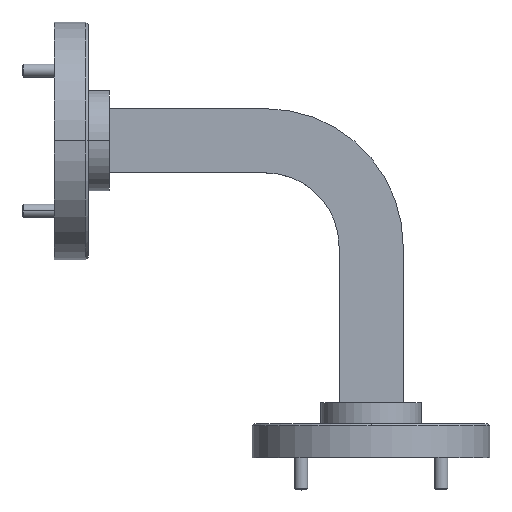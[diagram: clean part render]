
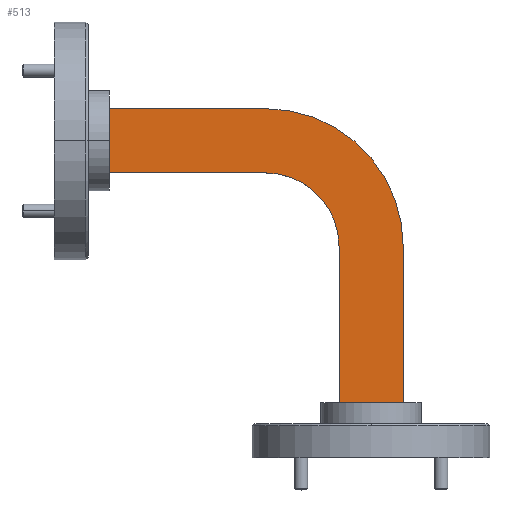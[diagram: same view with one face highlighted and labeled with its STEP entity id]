
A CAD part, top view. The second image highlights one B-rep face of the part: STEP entity #513.
In plain terms, the highlighted planar face has unit normal (0, 0, 1).
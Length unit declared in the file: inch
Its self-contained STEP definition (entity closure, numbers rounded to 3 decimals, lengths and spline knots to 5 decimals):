
#68 = CARTESIAN_POINT ( 'NONE',  ( -1.60496, 0.71627, 0.61707 ) ) ;
#82 = VERTEX_POINT ( 'NONE', #6399 ) ;
#215 = VECTOR ( 'NONE', #4088, 39.37008 ) ;
#218 = DIRECTION ( 'NONE',  ( -1., 0., 0. ) ) ;
#370 = CARTESIAN_POINT ( 'NONE',  ( -1.60496, 0.36827, 0.61707 ) ) ;
#513 = ADVANCED_FACE ( 'NONE', ( #551 ), #2954, .T. ) ;
#551 = FACE_OUTER_BOUND ( 'NONE', #5952, .T. ) ;
#740 = EDGE_CURVE ( 'NONE', #4243, #4761, #4299, .T. ) ;
#802 = CARTESIAN_POINT ( 'NONE',  ( -1.60496, 0.71627, 0.61707 ) ) ;
#1231 = DIRECTION ( 'NONE',  ( -1., 0., 0. ) ) ;
#1339 = LINE ( 'NONE', #7413, #5386 ) ;
#1414 = LINE ( 'NONE', #802, #2104 ) ;
#1566 = ORIENTED_EDGE ( 'NONE', *, *, #3939, .F. ) ;
#1619 = CIRCLE ( 'NONE', #5780, 0.348 ) ;
#1710 = CARTESIAN_POINT ( 'NONE',  ( -2.34496, 0.71627, 0.61707 ) ) ;
#1929 = CARTESIAN_POINT ( 'NONE',  ( -1.60496, 1.02027, 0.61707 ) ) ;
#1978 = CARTESIAN_POINT ( 'NONE',  ( -0.95296, -0.37173, 0.61707 ) ) ;
#2104 = VECTOR ( 'NONE', #3190, 39.37008 ) ;
#2429 = EDGE_CURVE ( 'NONE', #6540, #7139, #4398, .T. ) ;
#2658 = AXIS2_PLACEMENT_3D ( 'NONE', #2920, #3935, #7715 ) ;
#2676 = CARTESIAN_POINT ( 'NONE',  ( -1.25696, 0.36827, 0.61707 ) ) ;
#2689 = ORIENTED_EDGE ( 'NONE', *, *, #2429, .T. ) ;
#2734 = VECTOR ( 'NONE', #218, 39.37008 ) ;
#2791 = DIRECTION ( 'NONE',  ( 0., 0., -1. ) ) ;
#2895 = CARTESIAN_POINT ( 'NONE',  ( -2.34496, 1.02027, 0.61707 ) ) ;
#2920 = CARTESIAN_POINT ( 'NONE',  ( -1.60496, 0.71627, 0.61707 ) ) ;
#2954 = PLANE ( 'NONE',  #2658 ) ;
#3045 = ORIENTED_EDGE ( 'NONE', *, *, #3361, .T. ) ;
#3172 = EDGE_CURVE ( 'NONE', #6246, #6540, #1619, .T. ) ;
#3190 = DIRECTION ( 'NONE',  ( -1., 0., 0. ) ) ;
#3361 = EDGE_CURVE ( 'NONE', #82, #4461, #5598, .T. ) ;
#3770 = CARTESIAN_POINT ( 'NONE',  ( -1.25696, 0.36827, 0.61707 ) ) ;
#3935 = DIRECTION ( 'NONE',  ( 0., 0., 1. ) ) ;
#3939 = EDGE_CURVE ( 'NONE', #82, #4243, #7635, .T. ) ;
#4088 = DIRECTION ( 'NONE',  ( 0., 1., 0. ) ) ;
#4209 = DIRECTION ( 'NONE',  ( 0., 0., -1. ) ) ;
#4243 = VERTEX_POINT ( 'NONE', #5498 ) ;
#4299 = LINE ( 'NONE', #6087, #6691 ) ;
#4301 = VECTOR ( 'NONE', #5064, 39.37008 ) ;
#4398 = LINE ( 'NONE', #2676, #4301 ) ;
#4461 = VERTEX_POINT ( 'NONE', #2895 ) ;
#4761 = VERTEX_POINT ( 'NONE', #1978 ) ;
#4796 = EDGE_CURVE ( 'NONE', #6246, #5608, #1414, .T. ) ;
#4829 = CARTESIAN_POINT ( 'NONE',  ( -1.60496, 0.36827, 0.61707 ) ) ;
#5058 = EDGE_CURVE ( 'NONE', #4761, #7139, #1339, .T. ) ;
#5064 = DIRECTION ( 'NONE',  ( 0., -1., 0. ) ) ;
#5230 = AXIS2_PLACEMENT_3D ( 'NONE', #370, #2791, #6440 ) ;
#5386 = VECTOR ( 'NONE', #5684, 39.37008 ) ;
#5432 = DIRECTION ( 'NONE',  ( 0., -1., 0. ) ) ;
#5498 = CARTESIAN_POINT ( 'NONE',  ( -0.95296, 0.36827, 0.61707 ) ) ;
#5502 = EDGE_CURVE ( 'NONE', #5608, #4461, #7105, .T. ) ;
#5578 = CARTESIAN_POINT ( 'NONE',  ( -1.25696, -0.37173, 0.61707 ) ) ;
#5598 = LINE ( 'NONE', #1929, #2734 ) ;
#5608 = VERTEX_POINT ( 'NONE', #6512 ) ;
#5684 = DIRECTION ( 'NONE',  ( -1., 0., 0. ) ) ;
#5780 = AXIS2_PLACEMENT_3D ( 'NONE', #4829, #4209, #1231 ) ;
#5952 = EDGE_LOOP ( 'NONE', ( #6660, #7276, #6592, #2689, #7284, #6018, #1566, #3045 ) ) ;
#6018 = ORIENTED_EDGE ( 'NONE', *, *, #740, .F. ) ;
#6087 = CARTESIAN_POINT ( 'NONE',  ( -0.95296, 0.36827, 0.61707 ) ) ;
#6246 = VERTEX_POINT ( 'NONE', #68 ) ;
#6399 = CARTESIAN_POINT ( 'NONE',  ( -1.60496, 1.02027, 0.61707 ) ) ;
#6440 = DIRECTION ( 'NONE',  ( -1., 0., 0. ) ) ;
#6512 = CARTESIAN_POINT ( 'NONE',  ( -2.34496, 0.71627, 0.61707 ) ) ;
#6540 = VERTEX_POINT ( 'NONE', #3770 ) ;
#6592 = ORIENTED_EDGE ( 'NONE', *, *, #3172, .T. ) ;
#6660 = ORIENTED_EDGE ( 'NONE', *, *, #5502, .F. ) ;
#6691 = VECTOR ( 'NONE', #5432, 39.37008 ) ;
#7105 = LINE ( 'NONE', #1710, #215 ) ;
#7139 = VERTEX_POINT ( 'NONE', #5578 ) ;
#7276 = ORIENTED_EDGE ( 'NONE', *, *, #4796, .F. ) ;
#7284 = ORIENTED_EDGE ( 'NONE', *, *, #5058, .F. ) ;
#7413 = CARTESIAN_POINT ( 'NONE',  ( -1.60496, -0.37173, 0.61707 ) ) ;
#7635 = CIRCLE ( 'NONE', #5230, 0.652 ) ;
#7715 = DIRECTION ( 'NONE',  ( 1., 0., 0. ) ) ;
